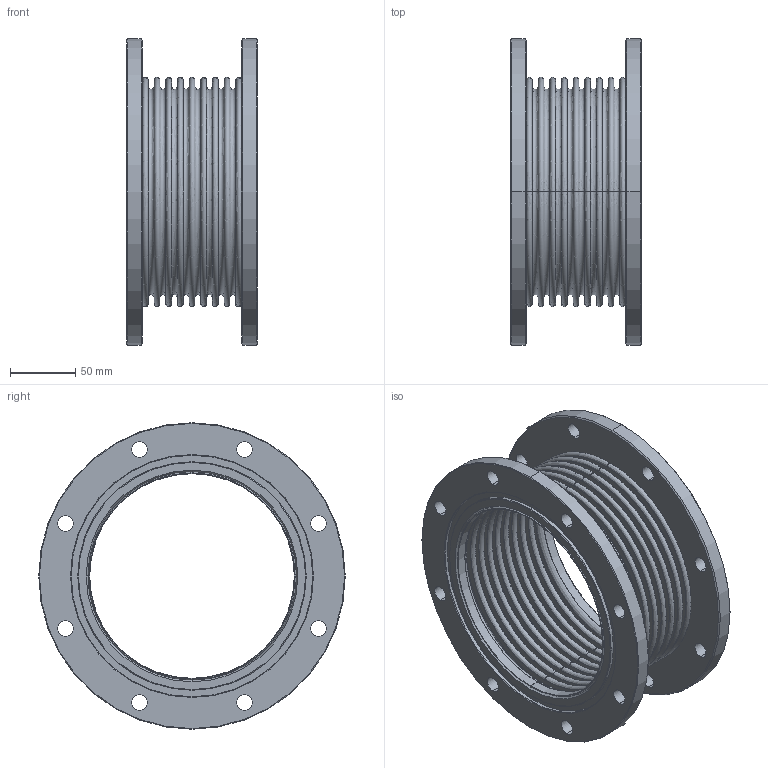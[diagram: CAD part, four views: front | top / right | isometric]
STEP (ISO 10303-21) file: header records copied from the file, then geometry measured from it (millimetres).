
FILE_DESCRIPTION( (''), '2;1');
FILE_NAME ('CAD716.5368.IF150_33.stp','2016-11-16T14:51:44',(''),(''),'spGate 12.6.6','','');
FILE_SCHEMA (('AUTOMOTIVE_DESIGN'));
Length unit declared in the file: millimetre
Products named in the file (4): Assembly; IF150-1; IF150-2; IF150-3
Assembly tree (3 placements, depth 2):
  Assembly
    IF150-1
    IF150-2
    IF150-3
Bounding box: 100 x 235 x 235 mm (x, y, z)
Volume: 556005.1 mm3; surface area: 370421.5 mm2
Topology: 3 solids, 3 shells, 198 faces, 428 edges, 276 vertices
Faces by surface type: bspline 100, cylinder 52, plane 46
Entity records: 11060 total; most frequent: CARTESIAN_POINT 3414, ORIENTED_EDGE 856, DIRECTION 764, COLOUR_RGB 629, PRESENTATION_STYLE_ASSIGNMENT 629, STYLED_ITEM 629, EDGE_CURVE 428, DRAUGHTING_PRE_DEFINED_CURVE_FONT 428
